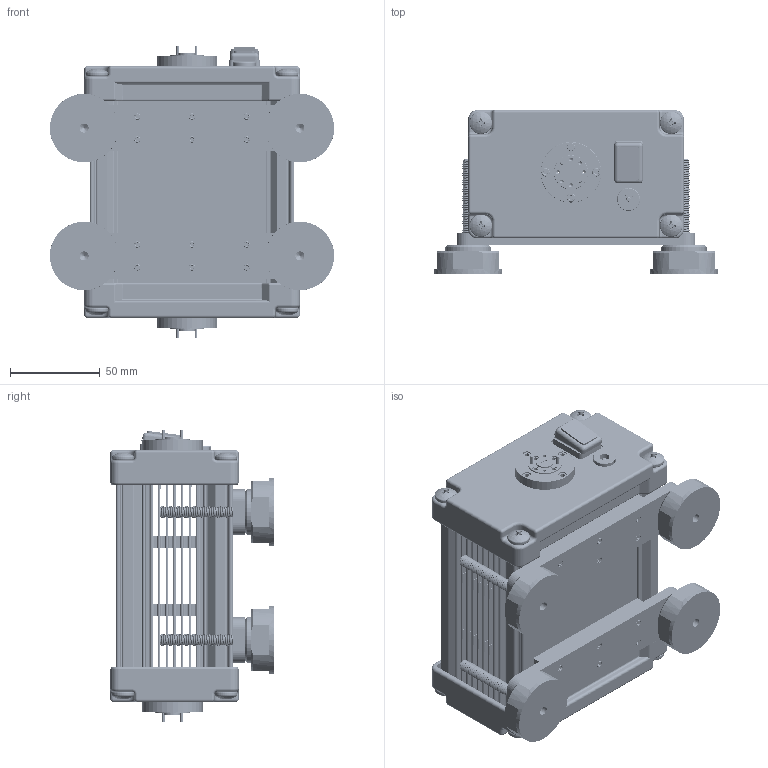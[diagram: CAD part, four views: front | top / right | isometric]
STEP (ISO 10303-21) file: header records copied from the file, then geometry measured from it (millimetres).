
FILE_DESCRIPTION (( 'STEP AP203' ), '1' );
FILE_NAME ('TB-SV.STEP', '2020-06-03T16:11:42', ( '' ), ( '' ), 'SwSTEP 2.0', 'SolidWorks 2020', '' );
FILE_SCHEMA (( 'CONFIG_CONTROL_DESIGN' ));
Products named in the file (1): TB-SV
Bounding box: 158.14 x 90.86 x 162.45 mm (x, y, z)
Volume: 427233.3 mm3; surface area: 259118.1 mm2
Topology: 59 solids, 59 shells, 6298 faces, 17430 edges, 11253 vertices
Faces by surface type: cylinder 3879, plane 1537, cone 650, torus 98, bspline 94, sphere 40
Entity records: 276880 total; most frequent: CARTESIAN_POINT 131990, ORIENTED_EDGE 34692, DIRECTION 26727, EDGE_CURVE 17346, VERTEX_POINT 11251, AXIS2_PLACEMENT_3D 9544, VECTOR 7639, LINE 7639
